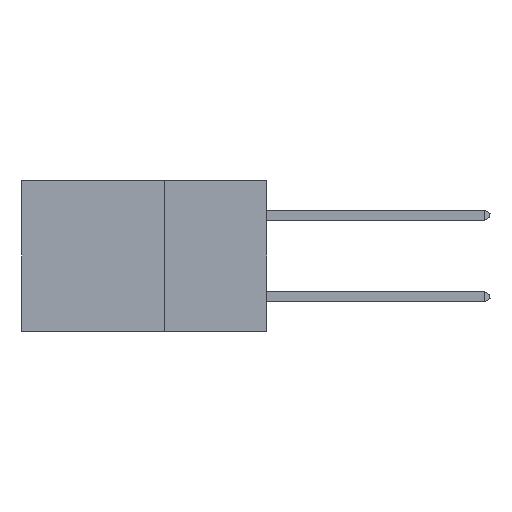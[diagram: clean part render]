
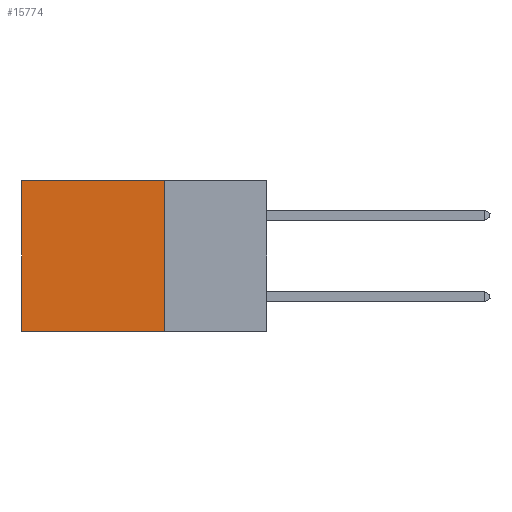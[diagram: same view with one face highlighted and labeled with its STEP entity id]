
A CAD part, left-side view. The second image highlights one B-rep face of the part: STEP entity #15774.
In plain terms, the highlighted planar face has unit normal (-1, 0, 0).
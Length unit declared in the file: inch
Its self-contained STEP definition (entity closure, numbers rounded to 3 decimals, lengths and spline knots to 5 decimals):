
#304 = DIRECTION ( 'NONE',  ( 0., 0., -1. ) ) ;
#2097 = PLANE ( 'NONE',  #6244 ) ;
#3776 = CARTESIAN_POINT ( 'NONE',  ( 0.2875, 0.6, 0. ) ) ;
#4696 = DIRECTION ( 'NONE',  ( 0., 1., 0. ) ) ;
#4983 = DIRECTION ( 'NONE',  ( 0., 0., -1. ) ) ;
#6244 = AXIS2_PLACEMENT_3D ( 'NONE', #14406, #9698, #4983 ) ;
#7958 = LINE ( 'NONE', #28084, #14320 ) ;
#8435 = EDGE_CURVE ( 'NONE', #16448, #9250, #11889, .T. ) ;
#9250 = VERTEX_POINT ( 'NONE', #30997 ) ;
#9698 = DIRECTION ( 'NONE',  ( 1., 0., 0. ) ) ;
#10254 = LINE ( 'NONE', #12444, #17925 ) ;
#10650 = FACE_OUTER_BOUND ( 'NONE', #36622, .T. ) ;
#11889 = LINE ( 'NONE', #3776, #26282 ) ;
#12444 = CARTESIAN_POINT ( 'NONE',  ( 0.2875, 0.25, 0. ) ) ;
#14320 = VECTOR ( 'NONE', #4696, 39.37008 ) ;
#14406 = CARTESIAN_POINT ( 'NONE',  ( 0.2875, 0.25, 0. ) ) ;
#15774 = ADVANCED_FACE ( 'NONE', ( #10650 ), #2097, .F. ) ;
#15914 = ORIENTED_EDGE ( 'NONE', *, *, #27637, .T. ) ;
#16128 = CARTESIAN_POINT ( 'NONE',  ( 0.2875, 0.25, 0. ) ) ;
#16448 = VERTEX_POINT ( 'NONE', #34062 ) ;
#16958 = ORIENTED_EDGE ( 'NONE', *, *, #8435, .T. ) ;
#17925 = VECTOR ( 'NONE', #304, 39.37008 ) ;
#20464 = VERTEX_POINT ( 'NONE', #35844 ) ;
#24325 = EDGE_CURVE ( 'NONE', #28861, #9250, #7958, .T. ) ;
#25124 = ORIENTED_EDGE ( 'NONE', *, *, #24325, .F. ) ;
#26282 = VECTOR ( 'NONE', #26805, 39.37008 ) ;
#26805 = DIRECTION ( 'NONE',  ( 0., 0., -1. ) ) ;
#27391 = DIRECTION ( 'NONE',  ( 0., 1., 0. ) ) ;
#27637 = EDGE_CURVE ( 'NONE', #20464, #16448, #28948, .T. ) ;
#28084 = CARTESIAN_POINT ( 'NONE',  ( 0.2875, 0.25, -0.37 ) ) ;
#28861 = VERTEX_POINT ( 'NONE', #29982 ) ;
#28948 = LINE ( 'NONE', #16128, #33453 ) ;
#29982 = CARTESIAN_POINT ( 'NONE',  ( 0.2875, 0.25, -0.37 ) ) ;
#30997 = CARTESIAN_POINT ( 'NONE',  ( 0.2875, 0.6, -0.37 ) ) ;
#33453 = VECTOR ( 'NONE', #27391, 39.37008 ) ;
#33484 = EDGE_CURVE ( 'NONE', #20464, #28861, #10254, .T. ) ;
#34062 = CARTESIAN_POINT ( 'NONE',  ( 0.2875, 0.6, 0. ) ) ;
#35844 = CARTESIAN_POINT ( 'NONE',  ( 0.2875, 0.25, 0. ) ) ;
#36622 = EDGE_LOOP ( 'NONE', ( #16958, #25124, #37206, #15914 ) ) ;
#37206 = ORIENTED_EDGE ( 'NONE', *, *, #33484, .F. ) ;
